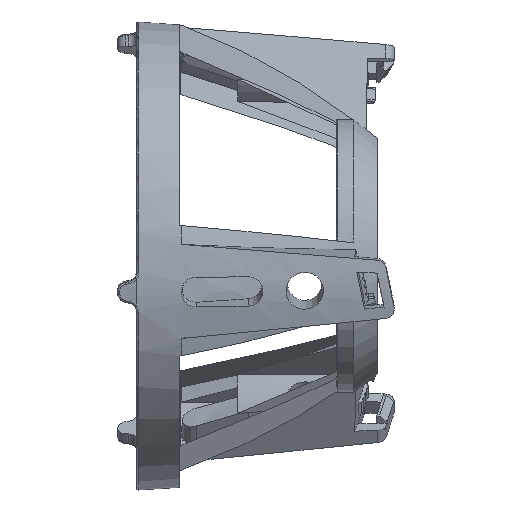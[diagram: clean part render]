
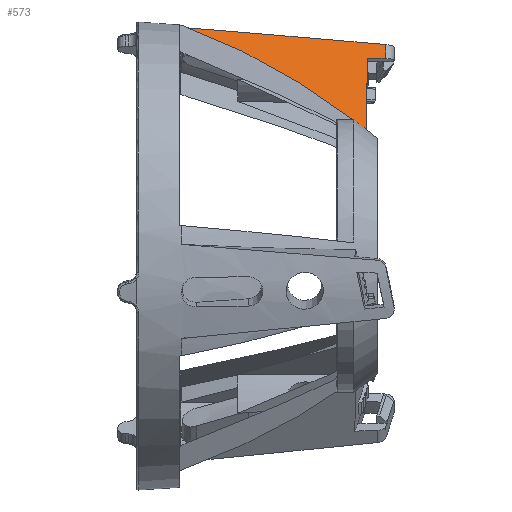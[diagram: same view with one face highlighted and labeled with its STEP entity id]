
A CAD part, left-side view. The second image highlights one B-rep face of the part: STEP entity #573.
In plain terms, the highlighted planar face has unit normal (-0.947, -0.087, 0.308).
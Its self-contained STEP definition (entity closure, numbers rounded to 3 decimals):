
#573=ADVANCED_FACE('',(#1551),#1552,.T.);
#1551=FACE_OUTER_BOUND('',#3210,.T.);
#1552=PLANE('',#3211);
#3210=EDGE_LOOP('',(#7328,#7329,#7330,#7331,#7332));
#3211=AXIS2_PLACEMENT_3D('',#7333,#7334,#7335);
#7328=ORIENTED_EDGE('',*,*,#11608,.T.);
#7329=ORIENTED_EDGE('',*,*,#11609,.T.);
#7330=ORIENTED_EDGE('',*,*,#11610,.T.);
#7331=ORIENTED_EDGE('',*,*,#11599,.T.);
#7332=ORIENTED_EDGE('',*,*,#11524,.F.);
#7333=CARTESIAN_POINT('',(-2.082,2.495,0.677));
#7334=DIRECTION('',(-0.947,-0.087,0.308));
#7335=DIRECTION('',(0.309,0.,0.951));
#11524=EDGE_CURVE('',#13578,#13580,#13581,.F.);
#11599=EDGE_CURVE('',#13714,#13580,#13715,.T.);
#11608=EDGE_CURVE('',#13578,#13728,#13729,.F.);
#11609=EDGE_CURVE('',#13728,#13730,#13731,.T.);
#11610=EDGE_CURVE('',#13730,#13714,#13732,.T.);
#13578=VERTEX_POINT('',#16528);
#13580=VERTEX_POINT('',#16530);
#13581=LINE('',#16531,#16532);
#13714=VERTEX_POINT('',#16875);
#13715=B_SPLINE_CURVE_WITH_KNOTS('',3,(#16876,#16877,#16878,#16879,#16880,#16881),.UNSPECIFIED.,.F.,.F.,(4,2,4),(0.063,0.074,0.086),.UNSPECIFIED.);
#13728=VERTEX_POINT('',#16905);
#13729=ELLIPSE('',#16906,246.685,21.5);
#13730=VERTEX_POINT('',#16907);
#13731=LINE('',#16908,#16909);
#13732=ELLIPSE('',#16910,684.255,35.84);
#16528=CARTESIAN_POINT('',(4.65,1.065,20.991));
#16530=CARTESIAN_POINT('',(2.135,1.15,13.274));
#16531=CARTESIAN_POINT('',(-1.925,1.287,0.82));
#16532=VECTOR('',#21836,1.0);
#16875=CARTESIAN_POINT('',(3.897,20.78,24.257));
#16876=CARTESIAN_POINT('',(3.897,20.78,24.257));
#16877=CARTESIAN_POINT('',(3.797,17.212,22.939));
#16878=CARTESIAN_POINT('',(3.599,13.795,21.36));
#16879=CARTESIAN_POINT('',(3.011,7.251,17.7));
#16880=CARTESIAN_POINT('',(2.623,4.124,15.619));
#16881=CARTESIAN_POINT('',(2.135,1.15,13.274));
#16905=CARTESIAN_POINT('',(4.815,-0.865,20.954));
#16906=AXIS2_PLACEMENT_3D('',#21917,#21918,#21919);
#16907=CARTESIAN_POINT('',(5.298,-0.882,22.436));
#16908=CARTESIAN_POINT('',(-1.832,-0.641,0.56));
#16909=VECTOR('',#21920,1.0);
#16910=AXIS2_PLACEMENT_3D('',#21921,#21922,#21923);
#21836=DIRECTION('',(0.31,-0.01,0.951));
#21917=CARTESIAN_POINT('',(0.0,-22.531,0.0));
#21918=DIRECTION('',(-0.947,-0.087,0.308));
#21919=DIRECTION('',(0.083,-0.996,-0.027));
#21920=DIRECTION('',(0.31,-0.01,0.951));
#21921=CARTESIAN_POINT('',(-45.333,522.291,14.73));
#21922=DIRECTION('',(-0.947,-0.087,0.308));
#21923=DIRECTION('',(-0.083,0.996,0.027));
